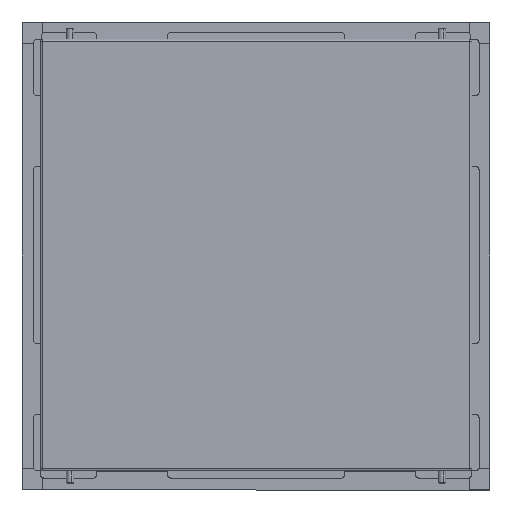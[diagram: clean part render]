
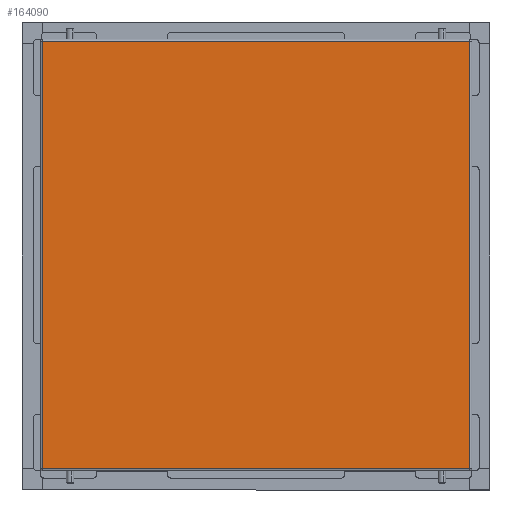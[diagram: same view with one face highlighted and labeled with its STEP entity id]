
A CAD part, front view. The second image highlights one B-rep face of the part: STEP entity #164090.
In plain terms, the highlighted planar face has unit normal (0, -1, 0).
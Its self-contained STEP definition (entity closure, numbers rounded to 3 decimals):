
#10545 = LINE ( 'NONE', #85362, #142463 ) ;
#17415 = CARTESIAN_POINT ( 'NONE',  ( 518.147, 12.148, 519.265 ) ) ;
#22426 = ORIENTED_EDGE ( 'NONE', *, *, #165378, .T. ) ;
#24796 = LINE ( 'NONE', #192645, #170267 ) ;
#40163 = AXIS2_PLACEMENT_3D ( 'NONE', #203300, #105451, #200872 ) ;
#44602 = VECTOR ( 'NONE', #229874, 1000. ) ;
#80007 = DIRECTION ( 'NONE',  ( 0., 0., -1. ) ) ;
#85362 = CARTESIAN_POINT ( 'NONE',  ( 0.547, 12.148, 519.265 ) ) ;
#89525 = PLANE ( 'NONE',  #40163 ) ;
#99974 = VERTEX_POINT ( 'NONE', #240329 ) ;
#103675 = DIRECTION ( 'NONE',  ( -1., 0., 0. ) ) ;
#105451 = DIRECTION ( 'NONE',  ( 0., 1., 0. ) ) ;
#136283 = LINE ( 'NONE', #209701, #167618 ) ;
#140526 = ORIENTED_EDGE ( 'NONE', *, *, #237586, .T. ) ;
#142463 = VECTOR ( 'NONE', #103675, 1000. ) ;
#164090 = ADVANCED_FACE ( 'NONE', ( #184927 ), #89525, .F. ) ;
#165378 = EDGE_CURVE ( 'NONE', #208648, #180483, #10545, .T. ) ;
#166153 = CARTESIAN_POINT ( 'NONE',  ( 518.147, 12.148, 4.065 ) ) ;
#167618 = VECTOR ( 'NONE', #80007, 1000. ) ;
#170267 = VECTOR ( 'NONE', #230541, 1000. ) ;
#174952 = CARTESIAN_POINT ( 'NONE',  ( 2.947, 12.148, 519.265 ) ) ;
#177167 = EDGE_LOOP ( 'NONE', ( #140526, #22426, #234527, #237902 ) ) ;
#180483 = VERTEX_POINT ( 'NONE', #174952 ) ;
#184927 = FACE_OUTER_BOUND ( 'NONE', #177167, .T. ) ;
#187834 = VERTEX_POINT ( 'NONE', #166153 ) ;
#192645 = CARTESIAN_POINT ( 'NONE',  ( 518.147, 12.148, 521.665 ) ) ;
#198288 = EDGE_CURVE ( 'NONE', #180483, #99974, #136283, .T. ) ;
#200872 = DIRECTION ( 'NONE',  ( 0., 0., 1. ) ) ;
#203300 = CARTESIAN_POINT ( 'NONE',  ( 0.547, 12.148, 521.665 ) ) ;
#208648 = VERTEX_POINT ( 'NONE', #17415 ) ;
#209701 = CARTESIAN_POINT ( 'NONE',  ( 2.947, 12.148, 521.665 ) ) ;
#212669 = LINE ( 'NONE', #227460, #44602 ) ;
#226087 = EDGE_CURVE ( 'NONE', #99974, #187834, #212669, .T. ) ;
#227460 = CARTESIAN_POINT ( 'NONE',  ( 0.547, 12.148, 4.065 ) ) ;
#229874 = DIRECTION ( 'NONE',  ( 1., 0., 0. ) ) ;
#230541 = DIRECTION ( 'NONE',  ( 0., 0., 1. ) ) ;
#234527 = ORIENTED_EDGE ( 'NONE', *, *, #198288, .T. ) ;
#237586 = EDGE_CURVE ( 'NONE', #187834, #208648, #24796, .T. ) ;
#237902 = ORIENTED_EDGE ( 'NONE', *, *, #226087, .T. ) ;
#240329 = CARTESIAN_POINT ( 'NONE',  ( 2.947, 12.148, 4.065 ) ) ;
